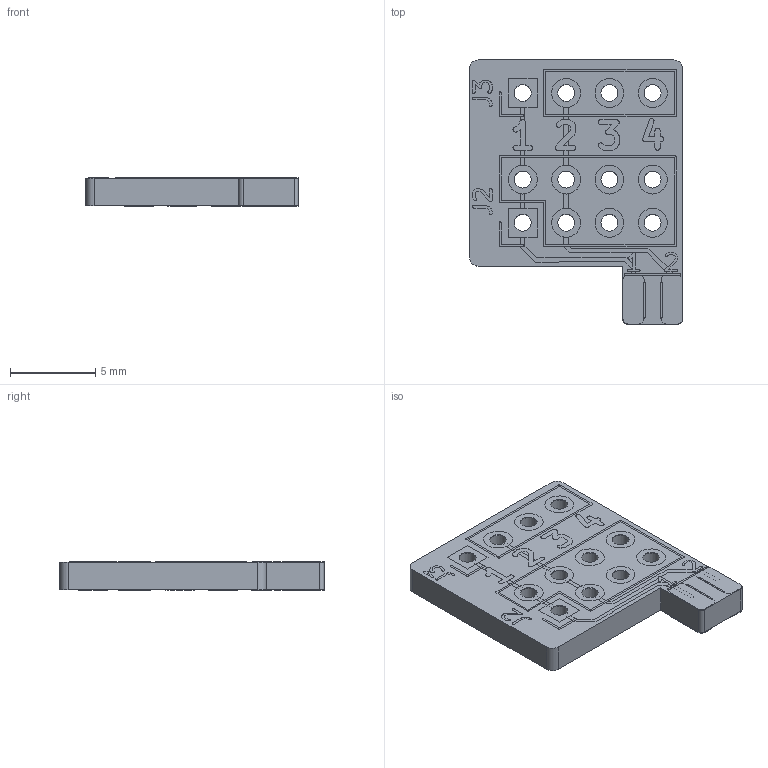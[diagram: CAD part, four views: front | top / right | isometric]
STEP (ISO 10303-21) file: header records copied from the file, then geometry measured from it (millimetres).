
FILE_DESCRIPTION(/* description */ (''),/* implementation_level */ '2;1');
FILE_NAME(/* name */ 'headphone_breakout_4th_gen.step',/* time_stamp */ '2021-01-11T02:40:17-08:00',/* author */ (''),/* organization */ (''),/* preprocessor_version */ 'ST-DEVELOPER v18.1',/* originating_system */ 'Autodesk Translation Framework v9.7.1.1290',/* authorisation */ '');
FILE_SCHEMA (('AUTOMOTIVE_DESIGN { 1 0 10303 214 3 1 1 }'));
Length unit declared in the file: millimetre
Products named in the file (8): headphone_breakout_4th_gen; Board_Geoms_9504; Pcb_9504; PCB_Sketch_9504; topTracks_9504; botTracks_9504; botSilks_6ed0001; topSilks_af16
Assembly tree (7 placements, depth 3):
  headphone_breakout_4th_gen
    Board_Geoms_9504
      Pcb_9504
      PCB_Sketch_9504
      topTracks_9504
      botTracks_9504
      botSilks_6ed0001
      topSilks_af16
Bounding box: 12.5 x 15.5 x 1.74 mm (x, y, z)
Volume: 245.7 mm3; surface area: 539.1 mm2
Topology: 1 solids, 64 shells, 89 faces, 3814 edges, 3790 vertices
Faces by surface type: plane 72, cylinder 17
Full cylindrical faces by diameter (mm): 1 x12
Entity records: 31898 total; most frequent: CARTESIAN_POINT 7708, DIRECTION 4056, ORIENTED_EDGE 3886, EDGE_CURVE 3814, VERTEX_POINT 3790, LINE 3780, VECTOR 3780, EDGE_LOOP 139
